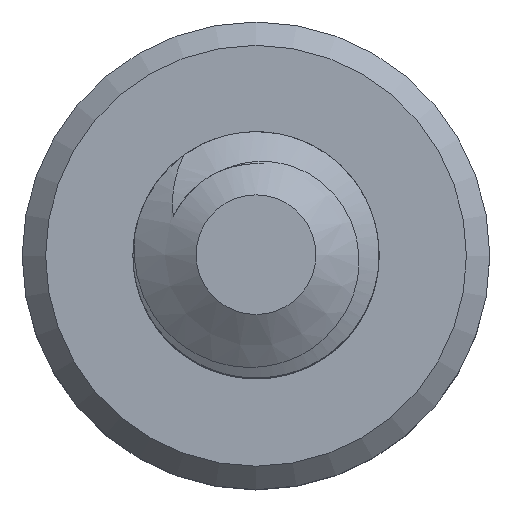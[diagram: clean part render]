
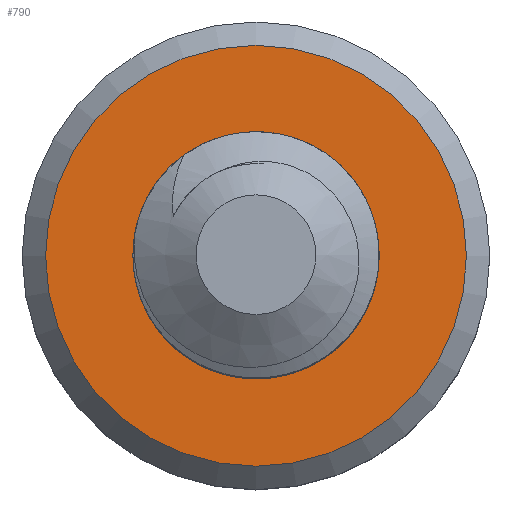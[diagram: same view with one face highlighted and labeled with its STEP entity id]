
A CAD part, top view. The second image highlights one B-rep face of the part: STEP entity #790.
In plain terms, the highlighted planar face has unit normal (0, 0, 1).
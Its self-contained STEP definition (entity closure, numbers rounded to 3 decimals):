
#16=FACE_BOUND('',#127,.T.);
#19=PLANE('',#875);
#78=FACE_OUTER_BOUND('',#126,.T.);
#126=EDGE_LOOP('',(#684,#685));
#127=EDGE_LOOP('',(#686,#687,#688,#689));
#140=CIRCLE('',#824,1.);
#144=CIRCLE('',#851,1.71);
#145=CIRCLE('',#852,1.71);
#154=CIRCLE('',#866,0.74);
#213=B_SPLINE_CURVE_WITH_KNOTS('',3,(#4932,#4933,#4934,#4935,#4936,#4937,
#4938,#4939,#4940,#4941,#4942,#4943,#4944,#4945,#4946,#4947,#4948,#4949,
#4950,#4951,#4952,#4953,#4954,#4955,#4956,#4957,#4958,#4959,#4960,#4961,
#4962,#4963,#4964,#4965,#4966,#4967,#4968),.UNSPECIFIED.,.F.,.F.,(4,3,3,
3,3,3,3,3,3,3,3,3,4),(0.,0.026,0.056,0.068,
0.076,0.085,0.104,0.111,
0.157,0.193,0.214,0.226,
0.27),.UNSPECIFIED.);
#214=B_SPLINE_CURVE_WITH_KNOTS('',3,(#5331,#5332,#5333,#5334,#5335,#5336,
#5337,#5338,#5339,#5340,#5341,#5342,#5343,#5344,#5345,#5346,#5347,#5348),
 .UNSPECIFIED.,.F.,.F.,(4,2,2,2,2,2,2,2,4),(0.,0.02,0.038,
0.072,0.11,0.153,0.2,
0.232,0.25),.UNSPECIFIED.);
#295=VERTEX_POINT('',#1064);
#296=VERTEX_POINT('',#1120);
#345=VERTEX_POINT('',#4200);
#346=VERTEX_POINT('',#4202);
#358=VERTEX_POINT('',#4343);
#359=VERTEX_POINT('',#4390);
#372=EDGE_CURVE('',#295,#296,#140,.T.);
#444=EDGE_CURVE('',#346,#345,#144,.T.);
#445=EDGE_CURVE('',#345,#346,#145,.T.);
#462=EDGE_CURVE('',#359,#358,#154,.T.);
#466=EDGE_CURVE('',#358,#296,#213,.T.);
#467=EDGE_CURVE('',#295,#359,#214,.T.);
#684=ORIENTED_EDGE('',*,*,#444,.T.);
#685=ORIENTED_EDGE('',*,*,#445,.T.);
#686=ORIENTED_EDGE('',*,*,#372,.F.);
#687=ORIENTED_EDGE('',*,*,#467,.T.);
#688=ORIENTED_EDGE('',*,*,#462,.T.);
#689=ORIENTED_EDGE('',*,*,#466,.T.);
#790=ADVANCED_FACE('',(#78,#16),#19,.F.);
#824=AXIS2_PLACEMENT_3D('',#1121,#893,#894);
#851=AXIS2_PLACEMENT_3D('',#4203,#970,#971);
#852=AXIS2_PLACEMENT_3D('',#4204,#972,#973);
#866=AXIS2_PLACEMENT_3D('',#4391,#1003,#1004);
#875=AXIS2_PLACEMENT_3D('',#5360,#1021,#1022);
#893=DIRECTION('center_axis',(0.,0.,1.));
#894=DIRECTION('ref_axis',(1.,0.,0.));
#970=DIRECTION('center_axis',(0.,0.,1.));
#971=DIRECTION('ref_axis',(-1.,0.,0.));
#972=DIRECTION('center_axis',(0.,0.,1.));
#973=DIRECTION('ref_axis',(-1.,0.,0.));
#1003=DIRECTION('center_axis',(0.,0.,-1.));
#1004=DIRECTION('ref_axis',(1.,0.,0.));
#1021=DIRECTION('center_axis',(0.,0.,-1.));
#1022=DIRECTION('ref_axis',(-1.,0.,0.));
#1064=CARTESIAN_POINT('',(0.,-1.,-5.));
#1120=CARTESIAN_POINT('',(0.701,-0.714,-5.));
#1121=CARTESIAN_POINT('Origin',(0.,0.,-5.));
#4200=CARTESIAN_POINT('',(1.71,0.,-5.));
#4202=CARTESIAN_POINT('',(-1.71,0.,-5.));
#4203=CARTESIAN_POINT('Origin',(0.,0.,-5.));
#4204=CARTESIAN_POINT('Origin',(0.,0.,-5.));
#4343=CARTESIAN_POINT('',(0.,0.74,-5.));
#4390=CARTESIAN_POINT('',(-0.519,0.528,-5.));
#4391=CARTESIAN_POINT('Origin',(0.,0.,-5.));
#4932=CARTESIAN_POINT('Ctrl Pts',(0.,0.74,
-5.));
#4933=CARTESIAN_POINT('Ctrl Pts',(0.085,0.752,-5.));
#4934=CARTESIAN_POINT('Ctrl Pts',(0.171,0.749,-5.));
#4935=CARTESIAN_POINT('Ctrl Pts',(0.255,0.733,-5.));
#4936=CARTESIAN_POINT('Ctrl Pts',(0.352,0.714,-5.));
#4937=CARTESIAN_POINT('Ctrl Pts',(0.446,0.677,-5.));
#4938=CARTESIAN_POINT('Ctrl Pts',(0.53,0.624,-5.));
#4939=CARTESIAN_POINT('Ctrl Pts',(0.565,0.602,-5.));
#4940=CARTESIAN_POINT('Ctrl Pts',(0.598,0.577,-5.));
#4941=CARTESIAN_POINT('Ctrl Pts',(0.629,0.549,-5.));
#4942=CARTESIAN_POINT('Ctrl Pts',(0.649,0.532,-5.));
#4943=CARTESIAN_POINT('Ctrl Pts',(0.668,0.513,-5.));
#4944=CARTESIAN_POINT('Ctrl Pts',(0.685,0.495,-5.));
#4945=CARTESIAN_POINT('Ctrl Pts',(0.706,0.473,-5.));
#4946=CARTESIAN_POINT('Ctrl Pts',(0.724,0.45,-5.));
#4947=CARTESIAN_POINT('Ctrl Pts',(0.741,0.428,-5.));
#4948=CARTESIAN_POINT('Ctrl Pts',(0.773,0.384,-5.));
#4949=CARTESIAN_POINT('Ctrl Pts',(0.799,0.341,-5.));
#4950=CARTESIAN_POINT('Ctrl Pts',(0.82,0.302,-5.));
#4951=CARTESIAN_POINT('Ctrl Pts',(0.828,0.285,-5.));
#4952=CARTESIAN_POINT('Ctrl Pts',(0.836,0.27,-5.));
#4953=CARTESIAN_POINT('Ctrl Pts',(0.842,0.254,-5.));
#4954=CARTESIAN_POINT('Ctrl Pts',(0.884,0.161,-5.));
#4955=CARTESIAN_POINT('Ctrl Pts',(0.909,0.061,
-5.));
#4956=CARTESIAN_POINT('Ctrl Pts',(0.918,-0.04,
-5.));
#4957=CARTESIAN_POINT('Ctrl Pts',(0.924,-0.12,
-5.));
#4958=CARTESIAN_POINT('Ctrl Pts',(0.92,-0.2,
-5.));
#4959=CARTESIAN_POINT('Ctrl Pts',(0.906,-0.278,
-5.));
#4960=CARTESIAN_POINT('Ctrl Pts',(0.897,-0.324,
-5.));
#4961=CARTESIAN_POINT('Ctrl Pts',(0.885,-0.37,
-5.));
#4962=CARTESIAN_POINT('Ctrl Pts',(0.87,-0.414,
-5.));
#4963=CARTESIAN_POINT('Ctrl Pts',(0.861,-0.438,
-5.));
#4964=CARTESIAN_POINT('Ctrl Pts',(0.851,-0.462,-5.));
#4965=CARTESIAN_POINT('Ctrl Pts',(0.841,-0.486,
-5.));
#4966=CARTESIAN_POINT('Ctrl Pts',(0.802,-0.572,
-5.));
#4967=CARTESIAN_POINT('Ctrl Pts',(0.753,-0.649,
-5.));
#4968=CARTESIAN_POINT('Ctrl Pts',(0.701,-0.714,
-5.));
#5331=CARTESIAN_POINT('Ctrl Pts',(0.,-1.,
-5.));
#5332=CARTESIAN_POINT('Ctrl Pts',(-0.065,-0.993,
-5.));
#5333=CARTESIAN_POINT('Ctrl Pts',(-0.13,-0.98,
-5.));
#5334=CARTESIAN_POINT('Ctrl Pts',(-0.25,-0.942,
-5.));
#5335=CARTESIAN_POINT('Ctrl Pts',(-0.305,-0.918,
-5.));
#5336=CARTESIAN_POINT('Ctrl Pts',(-0.459,-0.834,
-5.));
#5337=CARTESIAN_POINT('Ctrl Pts',(-0.548,-0.761,
-5.));
#5338=CARTESIAN_POINT('Ctrl Pts',(-0.702,-0.579,
-5.));
#5339=CARTESIAN_POINT('Ctrl Pts',(-0.753,-0.481,
-5.));
#5340=CARTESIAN_POINT('Ctrl Pts',(-0.817,-0.31,
-5.));
#5341=CARTESIAN_POINT('Ctrl Pts',(-0.835,-0.212,
-5.));
#5342=CARTESIAN_POINT('Ctrl Pts',(-0.835,-0.009,
-5.));
#5343=CARTESIAN_POINT('Ctrl Pts',(-0.815,0.094,
-5.));
#5344=CARTESIAN_POINT('Ctrl Pts',(-0.749,0.258,-5.));
#5345=CARTESIAN_POINT('Ctrl Pts',(-0.713,0.322,
-5.));
#5346=CARTESIAN_POINT('Ctrl Pts',(-0.645,0.412,-5.));
#5347=CARTESIAN_POINT('Ctrl Pts',(-0.597,0.472,
-5.));
#5348=CARTESIAN_POINT('Ctrl Pts',(-0.519,0.528,
-5.));
#5360=CARTESIAN_POINT('Origin',(0.,0.,-5.));
